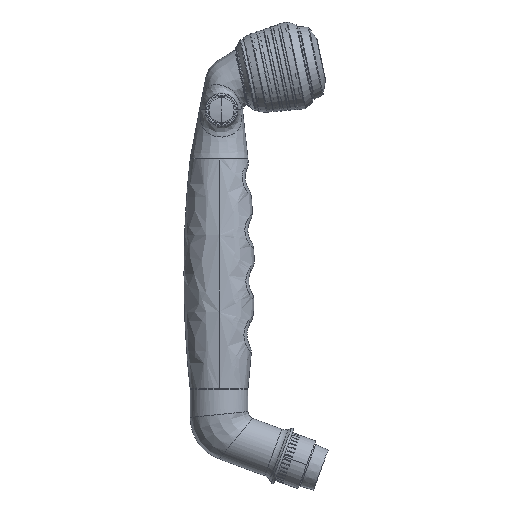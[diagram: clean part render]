
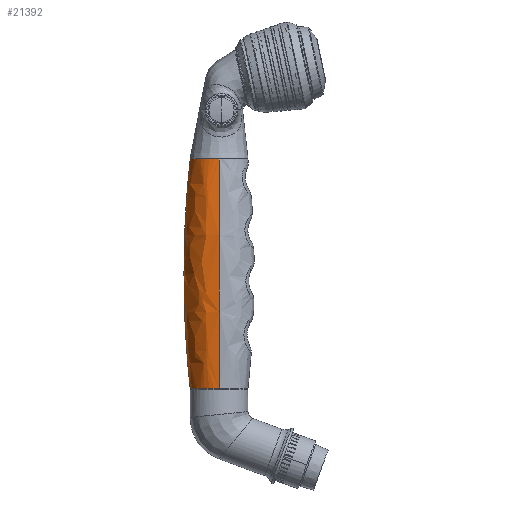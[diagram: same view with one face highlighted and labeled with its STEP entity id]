
A CAD part, left-side view. The second image highlights one B-rep face of the part: STEP entity #21392.
In plain terms, the highlighted free-form (B-spline) face has degree [3, 3] with [7, 4] control points.
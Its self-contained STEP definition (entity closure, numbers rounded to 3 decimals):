
#20581=CARTESIAN_POINT('',(0.,0.,-0.268));
#20582=DIRECTION('',(0.,0.,1.));
#20583=DIRECTION('',(1.,0.,0.));
#20584=AXIS2_PLACEMENT_3D('',#20581,#20582,#20583);
#20586=CARTESIAN_POINT('',(0.,0.,-93.732));
#20587=DIRECTION('',(0.,0.,-1.));
#20588=DIRECTION('',(-1.,0.,0.));
#20589=AXIS2_PLACEMENT_3D('',#20586,#20587,#20588);
#20861=CARTESIAN_POINT('',(-420.112,0.,-47.));
#20862=DIRECTION('',(0.,-1.,0.));
#20863=DIRECTION('',(0.994,0.,-0.108));
#20864=AXIS2_PLACEMENT_3D('',#20861,#20862,#20863);
#20871=CARTESIAN_POINT('',(420.112,0.,-47.));
#20872=DIRECTION('',(0.,-1.,0.));
#20873=DIRECTION('',(-0.994,0.,0.108));
#20874=AXIS2_PLACEMENT_3D('',#20871,#20872,#20873);
#21315=CARTESIAN_POINT('',(11.779,0.,-0.268));
#21316=CARTESIAN_POINT('',(-11.779,0.,-0.268));
#21317=VERTEX_POINT('',#21315);
#21318=VERTEX_POINT('',#21316);
#21323=CARTESIAN_POINT('',(-11.779,0.,-93.732));
#21324=CARTESIAN_POINT('',(11.779,0.,-93.732));
#21325=VERTEX_POINT('',#21323);
#21326=VERTEX_POINT('',#21324);
#21353=CARTESIAN_POINT('',(-11.551,-0.727,
1.594));
#21354=CARTESIAN_POINT('',(-15.183,-0.955,
-30.734));
#21355=CARTESIAN_POINT('',(-15.183,-0.955,
-63.266));
#21356=CARTESIAN_POINT('',(-11.551,-0.727,
-95.594));
#21357=CARTESIAN_POINT('',(-11.998,6.382,
1.594));
#21358=CARTESIAN_POINT('',(-15.77,8.388,
-30.734));
#21359=CARTESIAN_POINT('',(-15.77,8.388,
-63.266));
#21360=CARTESIAN_POINT('',(-11.998,6.382,
-95.594));
#21361=CARTESIAN_POINT('',(-7.122,11.574,
1.594));
#21362=CARTESIAN_POINT('',(-9.362,15.213,
-30.734));
#21363=CARTESIAN_POINT('',(-9.362,15.213,
-63.266));
#21364=CARTESIAN_POINT('',(-7.122,11.574,
-95.594));
#21365=CARTESIAN_POINT('',(0.,11.574,1.594));
#21366=CARTESIAN_POINT('',(0.,15.213,-30.734));
#21367=CARTESIAN_POINT('',(0.,15.213,-63.266));
#21368=CARTESIAN_POINT('',(0.,11.574,-95.594));
#21369=CARTESIAN_POINT('',(7.122,11.574,1.594));
#21370=CARTESIAN_POINT('',(9.362,15.213,
-30.734));
#21371=CARTESIAN_POINT('',(9.362,15.213,
-63.266));
#21372=CARTESIAN_POINT('',(7.122,11.574,
-95.594));
#21373=CARTESIAN_POINT('',(11.998,6.382,1.594));
#21374=CARTESIAN_POINT('',(15.77,8.388,
-30.734));
#21375=CARTESIAN_POINT('',(15.77,8.388,
-63.266));
#21376=CARTESIAN_POINT('',(11.998,6.382,
-95.594));
#21377=CARTESIAN_POINT('',(11.551,-0.727,
1.594));
#21378=CARTESIAN_POINT('',(15.183,-0.955,
-30.734));
#21379=CARTESIAN_POINT('',(15.183,-0.955,
-63.266));
#21380=CARTESIAN_POINT('',(11.551,-0.727,
-95.594));
#21381=(BOUNDED_SURFACE()B_SPLINE_SURFACE(3,3,((#21353,#21354,#21355,#21356),(
#21357,#21358,#21359,#21360),(#21361,#21362,#21363,#21364),(#21365,#21366,
#21367,#21368),(#21369,#21370,#21371,#21372),(#21373,#21374,#21375,#21376),(
#21377,#21378,#21379,#21380)),.UNSPECIFIED.,.F.,.F.,.F.)B_SPLINE_SURFACE_WITH_KNOTS((4,3,4),(4,4),(0.,1.,2.),(0.,1.),.UNSPECIFIED.)GEOMETRIC_REPRESENTATION_ITEM()RATIONAL_B_SPLINE_SURFACE(((1.191,1.186,
1.186,1.191),(0.941,0.937,
0.937,0.941),(0.941,0.937,
0.937,0.941),(1.191,1.186,
1.186,1.191),(0.941,0.937,
0.937,0.941),(0.941,0.937,
0.937,0.941),(1.191,1.186,
1.186,1.191)))REPRESENTATION_ITEM('')SURFACE());
#21383=ORIENTED_EDGE('',*,*,#21382,.T.);
#21385=ORIENTED_EDGE('',*,*,#21384,.T.);
#21387=ORIENTED_EDGE('',*,*,#21386,.T.);
#21389=ORIENTED_EDGE('',*,*,#21388,.T.);
#21390=EDGE_LOOP('',(#21383,#21385,#21387,#21389));
#21391=FACE_OUTER_BOUND('',#21390,.F.);
#20585=CIRCLE('',#20584,11.779);
#20590=CIRCLE('',#20589,11.779);
#20865=CIRCLE('',#20864,434.412);
#20875=CIRCLE('',#20874,434.412);
#21382=EDGE_CURVE('',#21317,#21318,#20585,.T.);
#21384=EDGE_CURVE('',#21318,#21325,#20875,.T.);
#21386=EDGE_CURVE('',#21325,#21326,#20590,.T.);
#21388=EDGE_CURVE('',#21326,#21317,#20865,.T.);
#21392=ADVANCED_FACE('',(#21391),#21381,.T.);
